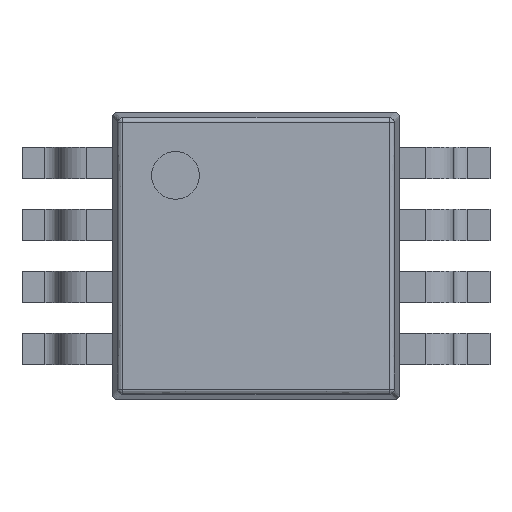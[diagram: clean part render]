
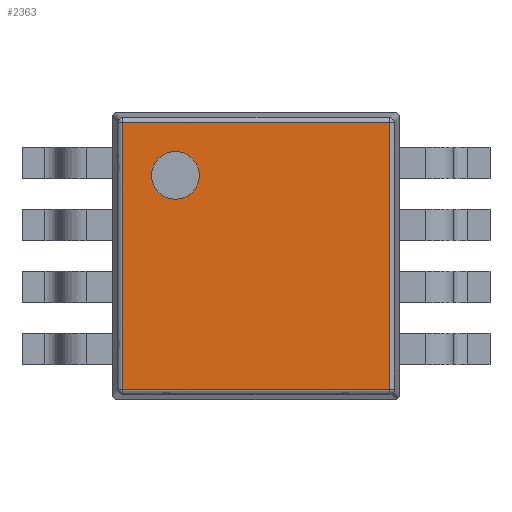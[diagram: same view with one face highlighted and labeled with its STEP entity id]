
A CAD part, top view. The second image highlights one B-rep face of the part: STEP entity #2363.
In plain terms, the highlighted planar face has unit normal (0, 0, 1).
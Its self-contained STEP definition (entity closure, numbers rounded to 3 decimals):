
#49=DIRECTION('',(0.,-1.,0.));
#240=DIRECTION('',(0.,0.,-1.));
#471=CARTESIAN_POINT('',(-1.443,1.443,0.94));
#1120=VERTEX_POINT('',#1121);
#1121=CARTESIAN_POINT('',(1.401,-1.401,0.94));
#1133=EDGE_CURVE('',#1120,#1134,#1136,.T.);
#1134=VERTEX_POINT('',#1135);
#1135=CARTESIAN_POINT('',(1.401,1.401,0.94));
#1136=B_SPLINE_CURVE_WITH_KNOTS('',2,(#1137,#1138,#1139,#1140,#1141),.UNSPECIFIED.,.F.,.F.,(3,1,1,3),(-0.148,-0.007,2.893,3.035),.UNSPECIFIED.);
#1137=CARTESIAN_POINT('',(1.401,-1.591,0.94));
#1138=CARTESIAN_POINT('',(1.401,-1.521,0.94));
#1139=CARTESIAN_POINT('',(1.401,0.,0.94));
#1140=CARTESIAN_POINT('',(1.401,1.521,0.94));
#1141=CARTESIAN_POINT('',(1.401,1.591,0.94));
#1430=EDGE_CURVE('',#1134,#1431,#1433,.T.);
#1431=VERTEX_POINT('',#1432);
#1432=CARTESIAN_POINT('',(-1.401,1.401,0.94));
#1433=B_SPLINE_CURVE_WITH_KNOTS('',2,(#1434,#1435,#1436,#1437,#1438),.UNSPECIFIED.,.F.,.F.,(3,1,1,3),(-0.148,-0.007,2.893,3.035),.UNSPECIFIED.);
#1434=CARTESIAN_POINT('',(1.591,1.401,0.94));
#1435=CARTESIAN_POINT('',(1.521,1.401,0.94));
#1436=CARTESIAN_POINT('',(0.,1.401,0.94));
#1437=CARTESIAN_POINT('',(-1.521,1.401,0.94));
#1438=CARTESIAN_POINT('',(-1.591,1.401,0.94));
#1488=EDGE_CURVE('',#1431,#1489,#1491,.T.);
#1489=VERTEX_POINT('',#1490);
#1490=CARTESIAN_POINT('',(-1.401,-1.401,0.94));
#1491=B_SPLINE_CURVE_WITH_KNOTS('',2,(#1492,#1493,#1494,#1495,#1496),.UNSPECIFIED.,.F.,.F.,(3,1,1,3),(-0.148,-0.007,2.893,3.035),.UNSPECIFIED.);
#1492=CARTESIAN_POINT('',(-1.401,1.591,0.94));
#1493=CARTESIAN_POINT('',(-1.401,1.521,0.94));
#1494=CARTESIAN_POINT('',(-1.401,0.,0.94));
#1495=CARTESIAN_POINT('',(-1.401,-1.521,0.94));
#1496=CARTESIAN_POINT('',(-1.401,-1.591,0.94));
#1995=DIRECTION('',(0.707,-0.707,0.));
#2363=ADVANCED_FACE('',(#2364,#2377),#2387,.F.);
#2364=FACE_BOUND('',#2365,.F.);
#2365=EDGE_LOOP('',(#2366,#2367,#2368,#2369));
#2366=ORIENTED_EDGE('',*,*,#1488,.F.);
#2367=ORIENTED_EDGE('',*,*,#1430,.F.);
#2368=ORIENTED_EDGE('',*,*,#1133,.F.);
#2369=ORIENTED_EDGE('',*,*,#2370,.F.);
#2370=EDGE_CURVE('',#1489,#1120,#2371,.T.);
#2371=B_SPLINE_CURVE_WITH_KNOTS('',2,(#2372,#2373,#2374,#2375,#2376),.UNSPECIFIED.,.F.,.F.,(3,1,1,3),(-0.148,-0.007,2.893,3.035),.UNSPECIFIED.);
#2372=CARTESIAN_POINT('',(-1.591,-1.401,0.94));
#2373=CARTESIAN_POINT('',(-1.521,-1.401,0.94));
#2374=CARTESIAN_POINT('',(0.,-1.401,0.94));
#2375=CARTESIAN_POINT('',(1.521,-1.401,0.94));
#2376=CARTESIAN_POINT('',(1.591,-1.401,0.94));
#2377=FACE_BOUND('',#2378,.F.);
#2378=EDGE_LOOP('',(#2379));
#2379=ORIENTED_EDGE('',*,*,#2380,.F.);
#2380=EDGE_CURVE('',#2381,#2381,#2383,.T.);
#2381=VERTEX_POINT('',#2382);
#2382=CARTESIAN_POINT('',(-0.843,0.593,0.94));
#2383=CIRCLE('',#2384,0.25);
#2384=AXIS2_PLACEMENT_3D('',#2385,#2386,#49);
#2385=CARTESIAN_POINT('',(-0.843,0.843,0.94));
#2386=DIRECTION('',(0.,-0.,-1.));
#2387=PLANE('',#2388);
#2388=AXIS2_PLACEMENT_3D('',#471,#240,#1995);
